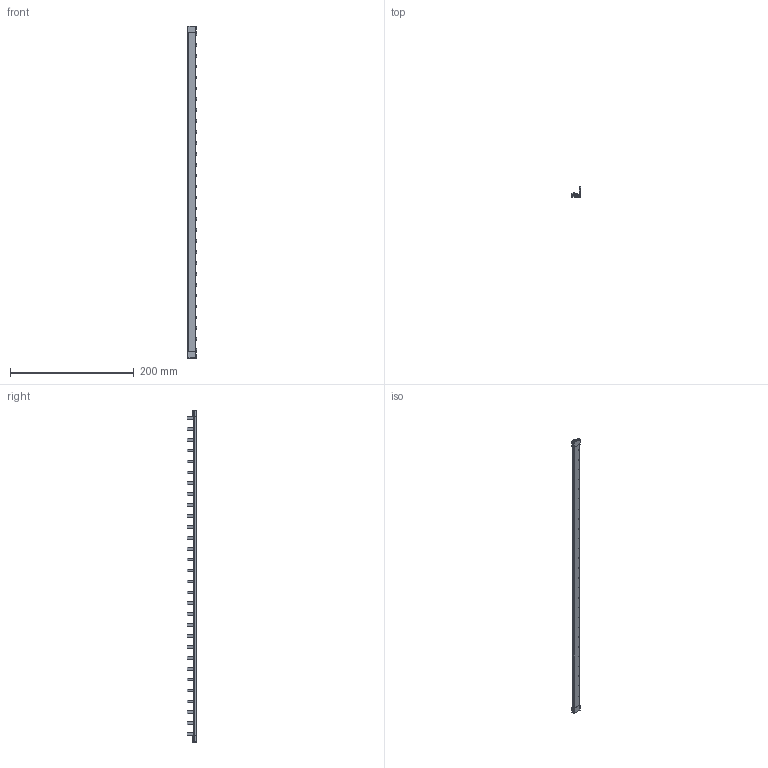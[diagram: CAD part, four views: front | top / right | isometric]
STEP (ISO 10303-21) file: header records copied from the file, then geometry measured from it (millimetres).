
FILE_DESCRIPTION (( 'STEP AP203' ), '1' );
FILE_NAME ('Monofaze Müþterek W Otomat Barasý - 30 Modül-- ONKA - 3004.STEP', '2019-02-22T13:02:49', ( '' ), ( '' ), 'SwSTEP 2.0', 'SolidWorks 2011', '' );
FILE_SCHEMA (( 'CONFIG_CONTROL_DESIGN' ));
Length unit declared in the file: millimetre
Products named in the file (1): Monofaze Müþterek W Otomat Barasý - 30 Modül-- ONKA - 3004
Bounding box: 14.83 x 15.88 x 535.8 mm (x, y, z)
Volume: 27146.1 mm3; surface area: 24399.1 mm2
Topology: 1 solids, 1 shells, 1309 faces, 3850 edges, 2554 vertices
Faces by surface type: plane 1187, cylinder 94, bspline 16, torus 12
Entity records: 44167 total; most frequent: CARTESIAN_POINT 9164, ORIENTED_EDGE 7700, DIRECTION 6600, EDGE_CURVE 3850, VECTOR 3612, LINE 3612, VERTEX_POINT 2554, AXIS2_PLACEMENT_3D 1494
